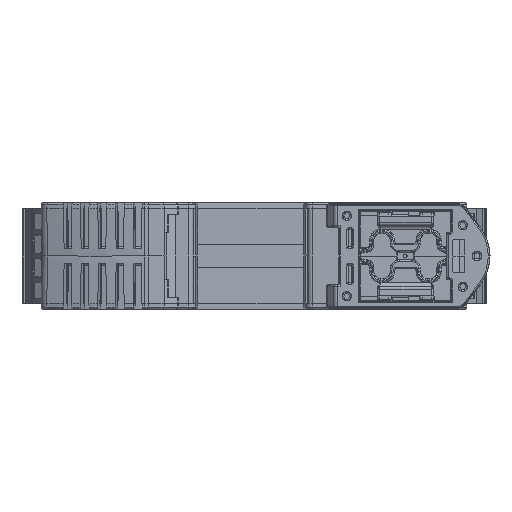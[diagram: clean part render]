
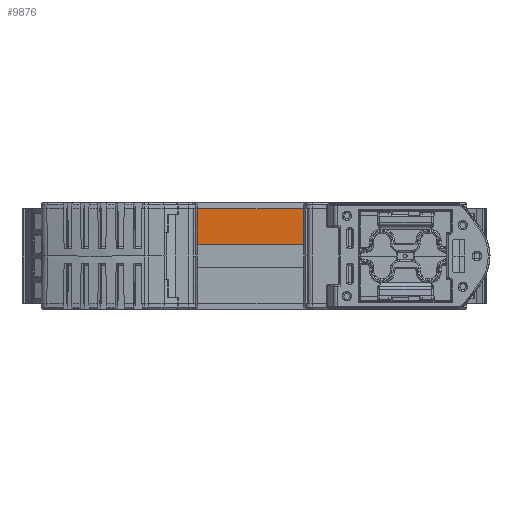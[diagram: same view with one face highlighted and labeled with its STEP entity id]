
A CAD part, left-side view. The second image highlights one B-rep face of the part: STEP entity #9876.
In plain terms, the highlighted planar face has unit normal (-1, 0, -0.009).
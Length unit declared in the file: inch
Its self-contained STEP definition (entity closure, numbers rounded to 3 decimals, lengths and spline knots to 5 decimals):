
#8599 = DIRECTION ( 'NONE',  ( 0.009, -0.008, -1. ) ) ;
#8911 = DIRECTION ( 'NONE',  ( -1., 0., -0.009 ) ) ;
#9876 = ADVANCED_FACE ( 'NONE', ( #62298 ), #102130, .T. ) ;
#10297 = VECTOR ( 'NONE', #58021, 39.37008 ) ;
#10883 = EDGE_CURVE ( 'NONE', #59327, #76795, #22653, .T. ) ;
#11726 = EDGE_CURVE ( 'NONE', #49208, #13289, #66777, .T. ) ;
#13289 = VERTEX_POINT ( 'NONE', #106235 ) ;
#16730 = VECTOR ( 'NONE', #34651, 39.37008 ) ;
#18764 = EDGE_CURVE ( 'NONE', #76795, #49208, #21101, .T. ) ;
#21101 = LINE ( 'NONE', #77584, #21665 ) ;
#21665 = VECTOR ( 'NONE', #77036, 39.37008 ) ;
#22103 = AXIS2_PLACEMENT_3D ( 'NONE', #34692, #8911, #34156 ) ;
#22653 = LINE ( 'NONE', #56100, #16730 ) ;
#24774 = ORIENTED_EDGE ( 'NONE', *, *, #11726, .F. ) ;
#27340 = VECTOR ( 'NONE', #8599, 39.37008 ) ;
#34156 = DIRECTION ( 'NONE',  ( 0.009, 0., -1. ) ) ;
#34651 = DIRECTION ( 'NONE',  ( -0.009, -0.008, 1. ) ) ;
#34692 = CARTESIAN_POINT ( 'NONE',  ( -1.83071, 0.4688, 0.3937 ) ) ;
#37862 = ORIENTED_EDGE ( 'NONE', *, *, #10883, .F. ) ;
#38114 = EDGE_CURVE ( 'NONE', #13289, #59327, #92537, .T. ) ;
#41544 = CARTESIAN_POINT ( 'NONE',  ( -1.83071, -0.40915, 0.3937 ) ) ;
#47051 = CARTESIAN_POINT ( 'NONE',  ( -1.83071, -0.40915, 0.3937 ) ) ;
#49208 = VERTEX_POINT ( 'NONE', #47051 ) ;
#56100 = CARTESIAN_POINT ( 'NONE',  ( -1.82727, 0.47181, 0. ) ) ;
#57837 = ORIENTED_EDGE ( 'NONE', *, *, #38114, .F. ) ;
#58021 = DIRECTION ( 'NONE',  ( 0., 1., 0. ) ) ;
#59327 = VERTEX_POINT ( 'NONE', #87016 ) ;
#62298 = FACE_OUTER_BOUND ( 'NONE', #73140, .T. ) ;
#66777 = LINE ( 'NONE', #41544, #27340 ) ;
#69158 = ORIENTED_EDGE ( 'NONE', *, *, #18764, .F. ) ;
#73140 = EDGE_LOOP ( 'NONE', ( #57837, #24774, #69158, #37862 ) ) ;
#74989 = CARTESIAN_POINT ( 'NONE',  ( -1.82813, 0.4688, 0.09816 ) ) ;
#76191 = CARTESIAN_POINT ( 'NONE',  ( -1.83071, 0.4688, 0.3937 ) ) ;
#76795 = VERTEX_POINT ( 'NONE', #76191 ) ;
#77036 = DIRECTION ( 'NONE',  ( 0., -1., 0. ) ) ;
#77584 = CARTESIAN_POINT ( 'NONE',  ( -1.83071, 0.4688, 0.3937 ) ) ;
#87016 = CARTESIAN_POINT ( 'NONE',  ( -1.82813, 0.47106, 0.09816 ) ) ;
#92537 = LINE ( 'NONE', #74989, #10297 ) ;
#102130 = PLANE ( 'NONE',  #22103 ) ;
#106235 = CARTESIAN_POINT ( 'NONE',  ( -1.82813, -0.41141, 0.09816 ) ) ;
